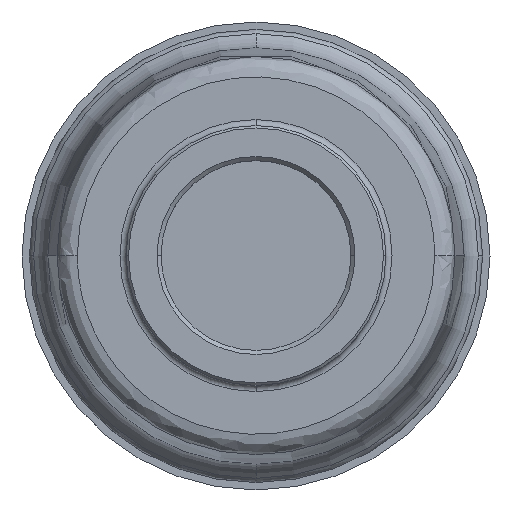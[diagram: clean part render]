
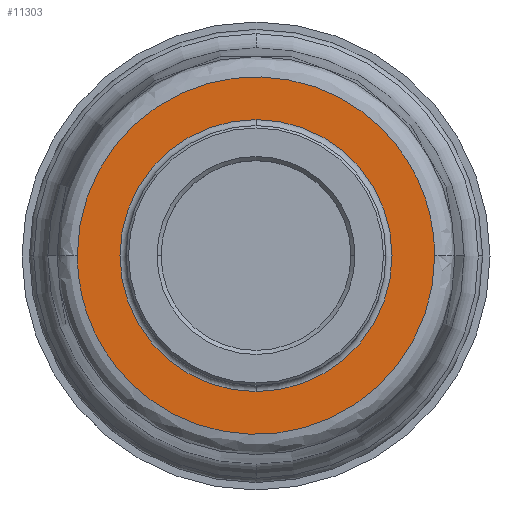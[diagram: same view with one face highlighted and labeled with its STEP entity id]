
A CAD part, top view. The second image highlights one B-rep face of the part: STEP entity #11303.
In plain terms, the highlighted planar face has unit normal (0, 0, 1).
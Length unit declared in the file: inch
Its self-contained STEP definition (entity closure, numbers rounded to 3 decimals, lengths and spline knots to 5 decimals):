
#886 = DIRECTION ( 'NONE',  ( 0., 0., -1. ) ) ;
#1113 = CARTESIAN_POINT ( 'NONE',  ( -0.86649, 0., 1.49606 ) ) ;
#1368 = EDGE_CURVE ( 'NONE', #13533, #9024, #14523, .T. ) ;
#1591 =( BOUNDED_CURVE ( )  B_SPLINE_CURVE ( 3, ( #26671, #24450, #22161, #13542 ),
 .UNSPECIFIED., .F., .T. ) 
 B_SPLINE_CURVE_WITH_KNOTS ( ( 4, 4 ),
 ( 0.27818, 0.77818 ),
 .UNSPECIFIED. ) 
 CURVE ( )  GEOMETRIC_REPRESENTATION_ITEM ( )  RATIONAL_B_SPLINE_CURVE ( ( 1., 0.333, 0.333, 1. ) ) 
 REPRESENTATION_ITEM ( '' )  );
#3341 = CIRCLE ( 'NONE', #9976, 0.65945 ) ;
#4063 = CARTESIAN_POINT ( 'NONE',  ( 0., 0., 1.49606 ) ) ;
#6225 = DIRECTION ( 'NONE',  ( 0., 1., 0. ) ) ;
#6564 = CARTESIAN_POINT ( 'NONE',  ( 0.86649, -1.73298, 1.49606 ) ) ;
#6666 = CARTESIAN_POINT ( 'NONE',  ( 0.86649, 0., 1.49606 ) ) ;
#7463 = FACE_BOUND ( 'NONE', #23719, .T. ) ;
#7947 = DIRECTION ( 'NONE',  ( 1., 0., 0. ) ) ;
#8151 = CARTESIAN_POINT ( 'NONE',  ( 0., 0.65945, 1.49606 ) ) ;
#8158 = FACE_OUTER_BOUND ( 'NONE', #10186, .T. ) ;
#8835 = AXIS2_PLACEMENT_3D ( 'NONE', #4063, #19356, #6225 ) ;
#9024 = VERTEX_POINT ( 'NONE', #8151 ) ;
#9976 = AXIS2_PLACEMENT_3D ( 'NONE', #13907, #886, #16135 ) ;
#10186 = EDGE_LOOP ( 'NONE', ( #16638, #28146 ) ) ;
#11047 = CARTESIAN_POINT ( 'NONE',  ( -0.86649, 0., 1.49606 ) ) ;
#11303 = ADVANCED_FACE ( 'NONE', ( #7463, #8158 ), #18785, .T. ) ;
#13533 = VERTEX_POINT ( 'NONE', #17946 ) ;
#13542 = CARTESIAN_POINT ( 'NONE',  ( 0.86649, 0., 1.49606 ) ) ;
#13907 = CARTESIAN_POINT ( 'NONE',  ( 0., 0., 1.49606 ) ) ;
#14523 = CIRCLE ( 'NONE', #8835, 0.65945 ) ;
#14649 = EDGE_CURVE ( 'NONE', #18643, #18782, #1591, .T. ) ;
#15362 = AXIS2_PLACEMENT_3D ( 'NONE', #18878, #21050, #7947 ) ;
#16135 = DIRECTION ( 'NONE',  ( 0., 1., 0. ) ) ;
#16638 = ORIENTED_EDGE ( 'NONE', *, *, #19763, .F. ) ;
#16862 =( BOUNDED_CURVE ( )  B_SPLINE_CURVE ( 3, ( #6666, #6564, #24154, #11047 ),
 .UNSPECIFIED., .F., .F. ) 
 B_SPLINE_CURVE_WITH_KNOTS ( ( 4, 4 ),
 ( 0.77818, 1.27818 ),
 .UNSPECIFIED. ) 
 CURVE ( )  GEOMETRIC_REPRESENTATION_ITEM ( )  RATIONAL_B_SPLINE_CURVE ( ( 1., 0.333, 0.333, 1. ) ) 
 REPRESENTATION_ITEM ( '' )  );
#17582 = EDGE_CURVE ( 'NONE', #9024, #13533, #3341, .T. ) ;
#17946 = CARTESIAN_POINT ( 'NONE',  ( 0., -0.65945, 1.49606 ) ) ;
#18643 = VERTEX_POINT ( 'NONE', #1113 ) ;
#18782 = VERTEX_POINT ( 'NONE', #25413 ) ;
#18785 = PLANE ( 'NONE',  #15362 ) ;
#18878 = CARTESIAN_POINT ( 'NONE',  ( 0.71003, 0., 1.49606 ) ) ;
#19356 = DIRECTION ( 'NONE',  ( 0., 0., -1. ) ) ;
#19763 = EDGE_CURVE ( 'NONE', #18782, #18643, #16862, .T. ) ;
#21050 = DIRECTION ( 'NONE',  ( 0., 0., 1. ) ) ;
#22161 = CARTESIAN_POINT ( 'NONE',  ( 0.86649, 1.73298, 1.49606 ) ) ;
#22765 = ORIENTED_EDGE ( 'NONE', *, *, #1368, .T. ) ;
#23719 = EDGE_LOOP ( 'NONE', ( #24145, #22765 ) ) ;
#24145 = ORIENTED_EDGE ( 'NONE', *, *, #17582, .T. ) ;
#24154 = CARTESIAN_POINT ( 'NONE',  ( -0.86649, -1.73298, 1.49606 ) ) ;
#24450 = CARTESIAN_POINT ( 'NONE',  ( -0.86649, 1.73298, 1.49606 ) ) ;
#25413 = CARTESIAN_POINT ( 'NONE',  ( 0.86649, 0., 1.49606 ) ) ;
#26671 = CARTESIAN_POINT ( 'NONE',  ( -0.86649, 0., 1.49606 ) ) ;
#28146 = ORIENTED_EDGE ( 'NONE', *, *, #14649, .F. ) ;
